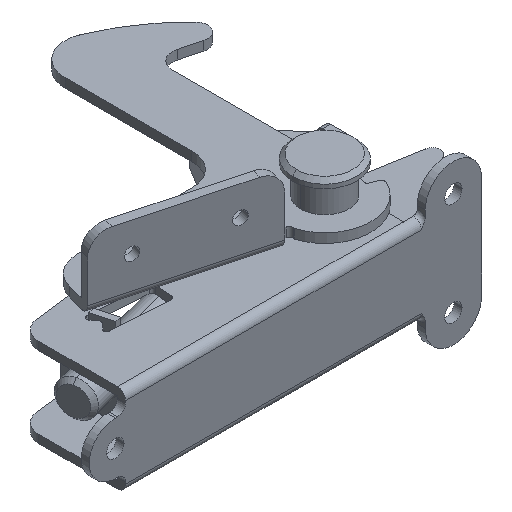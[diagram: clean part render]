
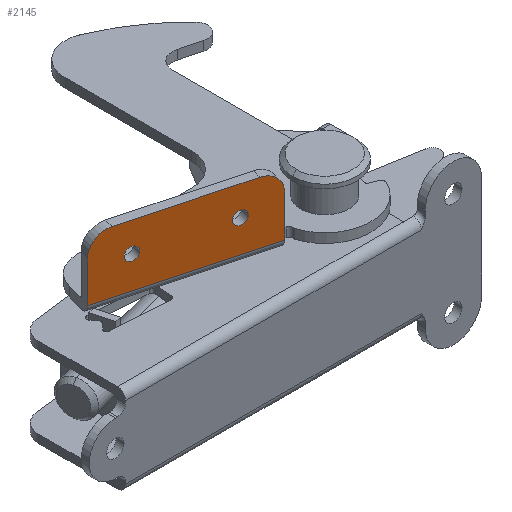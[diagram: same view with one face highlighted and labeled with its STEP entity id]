
A CAD part, isometric view. The second image highlights one B-rep face of the part: STEP entity #2145.
In plain terms, the highlighted planar face has unit normal (-0.259, -0.966, 0).
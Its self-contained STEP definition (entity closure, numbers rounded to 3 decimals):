
#1792 = VERTEX_POINT ( 'NONE', #5232 ) ;
#1793 = VERTEX_POINT ( 'NONE', #5223 ) ;
#1839 = VERTEX_POINT ( 'NONE', #5324 ) ;
#1840 = EDGE_CURVE ( 'NONE', #1792, #1793, #5325, .T. ) ;
#1841 = VERTEX_POINT ( 'NONE', #5314 ) ;
#1851 = EDGE_CURVE ( 'NONE', #1839, #1841, #5302, .T. ) ;
#2030 = EDGE_LOOP ( 'NONE', ( #2126, #2129, #2136, #2135, #2181, #2138 ) ) ;
#2040 = ORIENTED_EDGE ( 'NONE', *, *, #1840, .T. ) ;
#2083 = VERTEX_POINT ( 'NONE', #5756 ) ;
#2084 = VERTEX_POINT ( 'NONE', #5755 ) ;
#2088 = ORIENTED_EDGE ( 'NONE', *, *, #2143, .T. ) ;
#2107 = EDGE_CURVE ( 'NONE', #2084, #2083, #5775, .T. ) ;
#2126 = ORIENTED_EDGE ( 'NONE', *, *, #2107, .T. ) ;
#2127 = VERTEX_POINT ( 'NONE', #5819 ) ;
#2128 = VERTEX_POINT ( 'NONE', #5822 ) ;
#2129 = ORIENTED_EDGE ( 'NONE', *, *, #2131, .T. ) ;
#2130 = EDGE_CURVE ( 'NONE', #2132, #2127, #5807, .T. ) ;
#2131 = EDGE_CURVE ( 'NONE', #2083, #2127, #5802, .T. ) ;
#2132 = VERTEX_POINT ( 'NONE', #5809 ) ;
#2135 = ORIENTED_EDGE ( 'NONE', *, *, #2137, .T. ) ;
#2136 = ORIENTED_EDGE ( 'NONE', *, *, #2130, .F. ) ;
#2137 = EDGE_CURVE ( 'NONE', #2132, #2141, #5810, .T. ) ;
#2138 = ORIENTED_EDGE ( 'NONE', *, *, #2182, .T. ) ;
#2139 = EDGE_CURVE ( 'NONE', #2128, #2141, #5851, .T. ) ;
#2141 = VERTEX_POINT ( 'NONE', #5853 ) ;
#2142 = EDGE_LOOP ( 'NONE', ( #2088, #2147 ) ) ;
#2143 = EDGE_CURVE ( 'NONE', #1841, #1839, #5808, .T. ) ;
#2145 = ADVANCED_FACE ( 'NONE', ( #5798, #5840, #5842 ), #5849, .F. ) ;
#2146 = ORIENTED_EDGE ( 'NONE', *, *, #2148, .T. ) ;
#2147 = ORIENTED_EDGE ( 'NONE', *, *, #1851, .T. ) ;
#2148 = EDGE_CURVE ( 'NONE', #1793, #1792, #5843, .T. ) ;
#2149 = EDGE_LOOP ( 'NONE', ( #2146, #2040 ) ) ;
#2181 = ORIENTED_EDGE ( 'NONE', *, *, #2139, .F. ) ;
#2182 = EDGE_CURVE ( 'NONE', #2128, #2084, #5874, .T. ) ;
#5223 = CARTESIAN_POINT ( 'NONE',  ( -45.852, 4.004, 10. ) ) ;
#5232 = CARTESIAN_POINT ( 'NONE',  ( -42.761, 3.176, 10. ) ) ;
#5302 = CIRCLE ( 'NONE', #5361, 1.6 ) ;
#5305 = CARTESIAN_POINT ( 'NONE',  ( -23.056, -2.104, 10. ) ) ;
#5310 = DIRECTION ( 'NONE',  ( -0.966, 0.259, 0. ) ) ;
#5311 = DIRECTION ( 'NONE',  ( 0.259, 0.966, 0. ) ) ;
#5312 = CARTESIAN_POINT ( 'NONE',  ( -44.307, 3.59, 10. ) ) ;
#5314 = CARTESIAN_POINT ( 'NONE',  ( -24.602, -1.69, 10. ) ) ;
#5324 = CARTESIAN_POINT ( 'NONE',  ( -21.511, -2.518, 10. ) ) ;
#5325 = CIRCLE ( 'NONE', #5328, 1.6 ) ;
#5328 = AXIS2_PLACEMENT_3D ( 'NONE', #5312, #5311, #5310 ) ;
#5359 = DIRECTION ( 'NONE',  ( -0.966, 0.259, 0. ) ) ;
#5360 = DIRECTION ( 'NONE',  ( 0.259, 0.966, 0. ) ) ;
#5361 = AXIS2_PLACEMENT_3D ( 'NONE', #5305, #5360, #5359 ) ;
#5755 = CARTESIAN_POINT ( 'NONE',  ( -53., 5.919, 12.3 ) ) ;
#5756 = CARTESIAN_POINT ( 'NONE',  ( -53., 5.919, 2. ) ) ;
#5773 = DIRECTION ( 'NONE',  ( 0., 0., -1. ) ) ;
#5774 = VECTOR ( 'NONE', #5773, 1000. ) ;
#5775 = LINE ( 'NONE', #5782, #5774 ) ;
#5782 = CARTESIAN_POINT ( 'NONE',  ( -53., 5.919, 2.3 ) ) ;
#5797 = CARTESIAN_POINT ( 'NONE',  ( -53., 5.919, 17.3 ) ) ;
#5798 = FACE_BOUND ( 'NONE', #2142, .T. ) ;
#5799 = DIRECTION ( 'NONE',  ( 0.966, -0.259, 0. ) ) ;
#5800 = DIRECTION ( 'NONE',  ( 0.966, -0.259, 0. ) ) ;
#5801 = VECTOR ( 'NONE', #5800, 1000. ) ;
#5802 = LINE ( 'NONE', #5820, #5801 ) ;
#5803 = AXIS2_PLACEMENT_3D ( 'NONE', #5814, #5821, #5855 ) ;
#5804 = DIRECTION ( 'NONE',  ( 0., 0., -1. ) ) ;
#5805 = VECTOR ( 'NONE', #5804, 1000. ) ;
#5806 = CARTESIAN_POINT ( 'NONE',  ( -14.363, -4.434, 2.3 ) ) ;
#5807 = LINE ( 'NONE', #5806, #5805 ) ;
#5808 = CIRCLE ( 'NONE', #5854, 1.6 ) ;
#5809 = CARTESIAN_POINT ( 'NONE',  ( -14.363, -4.434, 12.3 ) ) ;
#5810 = CIRCLE ( 'NONE', #5803, 5. ) ;
#5814 = CARTESIAN_POINT ( 'NONE',  ( -19.193, -3.14, 12.3 ) ) ;
#5819 = CARTESIAN_POINT ( 'NONE',  ( -14.363, -4.434, 2. ) ) ;
#5820 = CARTESIAN_POINT ( 'NONE',  ( -14.363, -4.434, 2. ) ) ;
#5821 = DIRECTION ( 'NONE',  ( -0.259, -0.966, 0. ) ) ;
#5822 = CARTESIAN_POINT ( 'NONE',  ( -48.17, 4.625, 17.3 ) ) ;
#5827 = DIRECTION ( 'NONE',  ( -0.966, 0.259, 0. ) ) ;
#5828 = DIRECTION ( 'NONE',  ( 0.259, 0.966, 0. ) ) ;
#5829 = DIRECTION ( 'NONE',  ( -0.966, 0.259, 0. ) ) ;
#5830 = DIRECTION ( 'NONE',  ( 0.259, 0.966, 0. ) ) ;
#5831 = AXIS2_PLACEMENT_3D ( 'NONE', #5841, #5828, #5827 ) ;
#5834 = DIRECTION ( 'NONE',  ( -0.966, 0.259, 0. ) ) ;
#5835 = DIRECTION ( 'NONE',  ( 0.259, 0.966, 0. ) ) ;
#5836 = CARTESIAN_POINT ( 'NONE',  ( -23.056, -2.104, 10. ) ) ;
#5837 = CARTESIAN_POINT ( 'NONE',  ( -14.363, -4.434, 2.3 ) ) ;
#5840 = FACE_BOUND ( 'NONE', #2149, .T. ) ;
#5841 = CARTESIAN_POINT ( 'NONE',  ( -44.307, 3.59, 10. ) ) ;
#5842 = FACE_OUTER_BOUND ( 'NONE', #2030, .T. ) ;
#5843 = CIRCLE ( 'NONE', #5831, 1.6 ) ;
#5849 = PLANE ( 'NONE',  #5852 ) ;
#5850 = VECTOR ( 'NONE', #5799, 1000. ) ;
#5851 = LINE ( 'NONE', #5797, #5850 ) ;
#5852 = AXIS2_PLACEMENT_3D ( 'NONE', #5837, #5830, #5829 ) ;
#5853 = CARTESIAN_POINT ( 'NONE',  ( -19.193, -3.14, 17.3 ) ) ;
#5854 = AXIS2_PLACEMENT_3D ( 'NONE', #5836, #5835, #5834 ) ;
#5855 = DIRECTION ( 'NONE',  ( -0.966, 0.259, 0. ) ) ;
#5874 = CIRCLE ( 'NONE', #5907, 5. ) ;
#5903 = DIRECTION ( 'NONE',  ( -0.966, 0.259, 0. ) ) ;
#5904 = DIRECTION ( 'NONE',  ( -0.259, -0.966, 0. ) ) ;
#5905 = CARTESIAN_POINT ( 'NONE',  ( -48.17, 4.625, 12.3 ) ) ;
#5907 = AXIS2_PLACEMENT_3D ( 'NONE', #5905, #5904, #5903 ) ;
